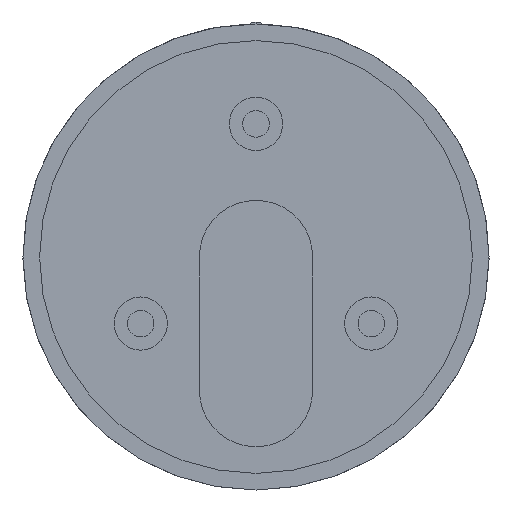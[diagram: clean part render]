
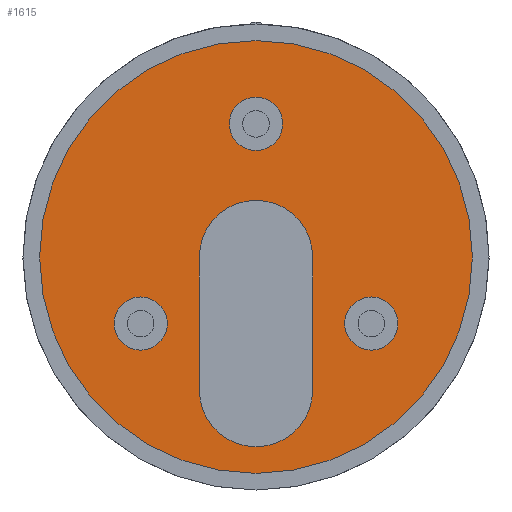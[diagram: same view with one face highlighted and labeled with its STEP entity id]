
A CAD part, front view. The second image highlights one B-rep face of the part: STEP entity #1615.
In plain terms, the highlighted planar face has unit normal (0, -1, 0).
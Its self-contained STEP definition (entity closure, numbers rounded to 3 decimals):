
#176 = CIRCLE ( 'NONE', #2200, 4. ) ;
#204 = CARTESIAN_POINT ( 'NONE',  ( 17.321, -143., -10. ) ) ;
#212 = CARTESIAN_POINT ( 'NONE',  ( 0., -143., -20. ) ) ;
#232 = AXIS2_PLACEMENT_3D ( 'NONE', #2429, #1288, #340 ) ;
#238 = CIRCLE ( 'NONE', #643, 4. ) ;
#262 = DIRECTION ( 'NONE',  ( 0., -1., 0. ) ) ;
#292 = CIRCLE ( 'NONE', #1382, 4. ) ;
#299 = DIRECTION ( 'NONE',  ( 0., -1., 0. ) ) ;
#300 = AXIS2_PLACEMENT_3D ( 'NONE', #1660, #1525, #2306 ) ;
#319 = DIRECTION ( 'NONE',  ( 0., -1., 0. ) ) ;
#329 = DIRECTION ( 'NONE',  ( 0., 0., -1. ) ) ;
#340 = DIRECTION ( 'NONE',  ( 0., 0., -1. ) ) ;
#371 = FACE_BOUND ( 'NONE', #1059, .T. ) ;
#373 = FACE_BOUND ( 'NONE', #1474, .T. ) ;
#377 = CIRCLE ( 'NONE', #300, 4. ) ;
#380 = FACE_BOUND ( 'NONE', #1065, .T. ) ;
#390 = FACE_OUTER_BOUND ( 'NONE', #1625, .T. ) ;
#391 = FACE_BOUND ( 'NONE', #1098, .T. ) ;
#394 = CIRCLE ( 'NONE', #494, 4. ) ;
#400 = DIRECTION ( 'NONE',  ( 0., 0., -1. ) ) ;
#413 = CIRCLE ( 'NONE', #546, 8.5 ) ;
#425 = DIRECTION ( 'NONE',  ( 0., 0., -1. ) ) ;
#427 = CIRCLE ( 'NONE', #632, 8.5 ) ;
#465 = CARTESIAN_POINT ( 'NONE',  ( -17.321, -143., -6. ) ) ;
#475 = VECTOR ( 'NONE', #535, 1000. ) ;
#479 = LINE ( 'NONE', #1427, #475 ) ;
#494 = AXIS2_PLACEMENT_3D ( 'NONE', #1828, #319, #329 ) ;
#518 = EDGE_CURVE ( 'NONE', #1795, #2110, #1236, .T. ) ;
#535 = DIRECTION ( 'NONE',  ( 0., 0., -1. ) ) ;
#538 = CIRCLE ( 'NONE', #1000, 8.5 ) ;
#539 = CARTESIAN_POINT ( 'NONE',  ( 0., -143., -28.5 ) ) ;
#546 = AXIS2_PLACEMENT_3D ( 'NONE', #926, #1020, #851 ) ;
#584 = DIRECTION ( 'NONE',  ( 0., 0., 1. ) ) ;
#605 = CARTESIAN_POINT ( 'NONE',  ( 0., -143., 16. ) ) ;
#627 = CIRCLE ( 'NONE', #1403, 32.5 ) ;
#628 = CIRCLE ( 'NONE', #1420, 32.5 ) ;
#632 = AXIS2_PLACEMENT_3D ( 'NONE', #2412, #1617, #2252 ) ;
#643 = AXIS2_PLACEMENT_3D ( 'NONE', #871, #2260, #1072 ) ;
#659 = CARTESIAN_POINT ( 'NONE',  ( 8.5, -143., 0. ) ) ;
#664 = CARTESIAN_POINT ( 'NONE',  ( 0., -143., 24. ) ) ;
#730 = CARTESIAN_POINT ( 'NONE',  ( 0., -143., 0. ) ) ;
#733 = DIRECTION ( 'NONE',  ( 0., -1., 0. ) ) ;
#747 = DIRECTION ( 'NONE',  ( 0., 0., -1. ) ) ;
#775 = EDGE_CURVE ( 'NONE', #1345, #1965, #889, .T. ) ;
#787 = PLANE ( 'NONE',  #232 ) ;
#807 = DIRECTION ( 'NONE',  ( 0., -1., 0. ) ) ;
#815 = DIRECTION ( 'NONE',  ( 0., 0., -1. ) ) ;
#851 = DIRECTION ( 'NONE',  ( 0., 0., -1. ) ) ;
#871 = CARTESIAN_POINT ( 'NONE',  ( 0., -143., 20. ) ) ;
#889 = CIRCLE ( 'NONE', #2396, 4. ) ;
#926 = CARTESIAN_POINT ( 'NONE',  ( 0., -143., -20. ) ) ;
#965 = CARTESIAN_POINT ( 'NONE',  ( -17.321, -143., -14. ) ) ;
#1000 = AXIS2_PLACEMENT_3D ( 'NONE', #212, #262, #425 ) ;
#1020 = DIRECTION ( 'NONE',  ( 0., -1., 0. ) ) ;
#1026 = VERTEX_POINT ( 'NONE', #1501 ) ;
#1034 = VERTEX_POINT ( 'NONE', #1689 ) ;
#1047 = VERTEX_POINT ( 'NONE', #2186 ) ;
#1059 = EDGE_LOOP ( 'NONE', ( #1486, #1967 ) ) ;
#1064 = CARTESIAN_POINT ( 'NONE',  ( 8.5, -143., -20. ) ) ;
#1065 = EDGE_LOOP ( 'NONE', ( #1504, #1502 ) ) ;
#1072 = DIRECTION ( 'NONE',  ( 0., 0., -1. ) ) ;
#1092 = EDGE_CURVE ( 'NONE', #1047, #2315, #628, .T. ) ;
#1096 = EDGE_CURVE ( 'NONE', #2315, #1047, #627, .T. ) ;
#1098 = EDGE_LOOP ( 'NONE', ( #1551, #1541, #1518, #1517, #1511 ) ) ;
#1138 = VERTEX_POINT ( 'NONE', #965 ) ;
#1236 = LINE ( 'NONE', #659, #1248 ) ;
#1248 = VECTOR ( 'NONE', #584, 1000. ) ;
#1288 = DIRECTION ( 'NONE',  ( 0., -1., 0. ) ) ;
#1303 = EDGE_CURVE ( 'NONE', #1034, #1435, #538, .T. ) ;
#1345 = VERTEX_POINT ( 'NONE', #664 ) ;
#1376 = VERTEX_POINT ( 'NONE', #1509 ) ;
#1382 = AXIS2_PLACEMENT_3D ( 'NONE', #1410, #299, #1614 ) ;
#1403 = AXIS2_PLACEMENT_3D ( 'NONE', #2361, #807, #815 ) ;
#1408 = VERTEX_POINT ( 'NONE', #2070 ) ;
#1410 = CARTESIAN_POINT ( 'NONE',  ( -17.321, -143., -10. ) ) ;
#1420 = AXIS2_PLACEMENT_3D ( 'NONE', #730, #733, #747 ) ;
#1426 = EDGE_CURVE ( 'NONE', #1026, #1034, #479, .T. ) ;
#1427 = CARTESIAN_POINT ( 'NONE',  ( -8.5, -143., 0. ) ) ;
#1435 = VERTEX_POINT ( 'NONE', #539 ) ;
#1463 = CARTESIAN_POINT ( 'NONE',  ( 0., -143., 32.5 ) ) ;
#1474 = EDGE_LOOP ( 'NONE', ( #1493, #1492 ) ) ;
#1486 = ORIENTED_EDGE ( 'NONE', *, *, #1612, .F. ) ;
#1492 = ORIENTED_EDGE ( 'NONE', *, *, #1800, .F. ) ;
#1493 = ORIENTED_EDGE ( 'NONE', *, *, #775, .F. ) ;
#1494 = VERTEX_POINT ( 'NONE', #465 ) ;
#1497 = ORIENTED_EDGE ( 'NONE', *, *, #1092, .T. ) ;
#1499 = ORIENTED_EDGE ( 'NONE', *, *, #1096, .T. ) ;
#1501 = CARTESIAN_POINT ( 'NONE',  ( -8.5, -143., 0. ) ) ;
#1502 = ORIENTED_EDGE ( 'NONE', *, *, #1571, .F. ) ;
#1504 = ORIENTED_EDGE ( 'NONE', *, *, #1723, .F. ) ;
#1509 = CARTESIAN_POINT ( 'NONE',  ( 17.321, -143., -14. ) ) ;
#1511 = ORIENTED_EDGE ( 'NONE', *, *, #1426, .F. ) ;
#1513 = DIRECTION ( 'NONE',  ( 0., -1., 0. ) ) ;
#1517 = ORIENTED_EDGE ( 'NONE', *, *, #1303, .F. ) ;
#1518 = ORIENTED_EDGE ( 'NONE', *, *, #1535, .F. ) ;
#1520 = EDGE_CURVE ( 'NONE', #2110, #1026, #427, .T. ) ;
#1525 = DIRECTION ( 'NONE',  ( 0., -1., 0. ) ) ;
#1535 = EDGE_CURVE ( 'NONE', #1435, #1795, #413, .T. ) ;
#1541 = ORIENTED_EDGE ( 'NONE', *, *, #518, .F. ) ;
#1551 = ORIENTED_EDGE ( 'NONE', *, *, #1520, .F. ) ;
#1571 = EDGE_CURVE ( 'NONE', #1138, #1494, #394, .T. ) ;
#1579 = CARTESIAN_POINT ( 'NONE',  ( 8.5, -143., 0. ) ) ;
#1612 = EDGE_CURVE ( 'NONE', #1408, #1376, #377, .T. ) ;
#1614 = DIRECTION ( 'NONE',  ( 0., 0., -1. ) ) ;
#1615 = ADVANCED_FACE ( 'NONE', ( #391, #380, #390, #373, #371 ), #787, .T. ) ;
#1617 = DIRECTION ( 'NONE',  ( 0., -1., 0. ) ) ;
#1625 = EDGE_LOOP ( 'NONE', ( #1499, #1497 ) ) ;
#1660 = CARTESIAN_POINT ( 'NONE',  ( 17.321, -143., -10. ) ) ;
#1689 = CARTESIAN_POINT ( 'NONE',  ( -8.5, -143., -20. ) ) ;
#1723 = EDGE_CURVE ( 'NONE', #1494, #1138, #292, .T. ) ;
#1773 = CARTESIAN_POINT ( 'NONE',  ( 0., -143., 20. ) ) ;
#1783 = DIRECTION ( 'NONE',  ( 0., -1., 0. ) ) ;
#1795 = VERTEX_POINT ( 'NONE', #1064 ) ;
#1796 = DIRECTION ( 'NONE',  ( 0., 0., -1. ) ) ;
#1800 = EDGE_CURVE ( 'NONE', #1965, #1345, #238, .T. ) ;
#1828 = CARTESIAN_POINT ( 'NONE',  ( -17.321, -143., -10. ) ) ;
#1892 = EDGE_CURVE ( 'NONE', #1376, #1408, #176, .T. ) ;
#1965 = VERTEX_POINT ( 'NONE', #605 ) ;
#1967 = ORIENTED_EDGE ( 'NONE', *, *, #1892, .F. ) ;
#2070 = CARTESIAN_POINT ( 'NONE',  ( 17.321, -143., -6. ) ) ;
#2110 = VERTEX_POINT ( 'NONE', #1579 ) ;
#2186 = CARTESIAN_POINT ( 'NONE',  ( 0., -143., -32.5 ) ) ;
#2200 = AXIS2_PLACEMENT_3D ( 'NONE', #204, #1513, #400 ) ;
#2252 = DIRECTION ( 'NONE',  ( 0., 0., -1. ) ) ;
#2260 = DIRECTION ( 'NONE',  ( 0., -1., 0. ) ) ;
#2306 = DIRECTION ( 'NONE',  ( 0., 0., -1. ) ) ;
#2315 = VERTEX_POINT ( 'NONE', #1463 ) ;
#2361 = CARTESIAN_POINT ( 'NONE',  ( 0., -143., 0. ) ) ;
#2396 = AXIS2_PLACEMENT_3D ( 'NONE', #1773, #1783, #1796 ) ;
#2412 = CARTESIAN_POINT ( 'NONE',  ( 0., -143., 0. ) ) ;
#2429 = CARTESIAN_POINT ( 'NONE',  ( 0., -143., 0. ) ) ;
